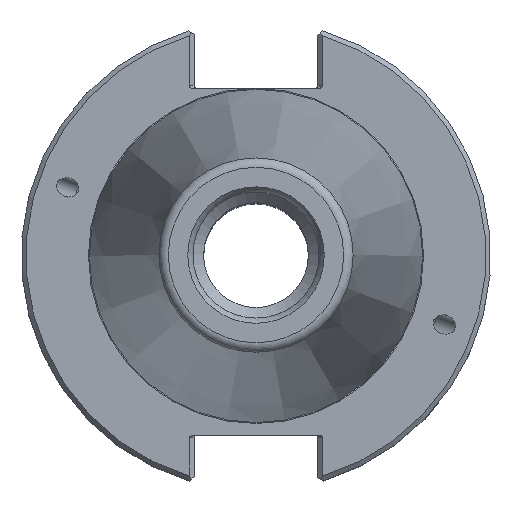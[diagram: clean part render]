
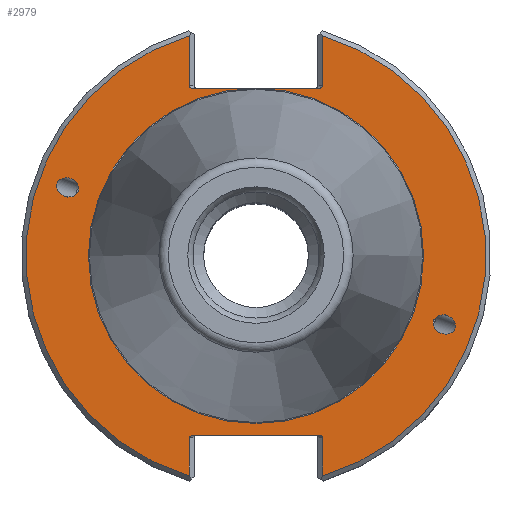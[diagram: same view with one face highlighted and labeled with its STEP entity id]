
A CAD part, top view. The second image highlights one B-rep face of the part: STEP entity #2979.
In plain terms, the highlighted planar face has unit normal (0, 0, 1).
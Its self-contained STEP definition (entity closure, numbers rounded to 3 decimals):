
#24=ELLIPSE('',#3187,2.381,1.95);
#25=ELLIPSE('',#3193,0.707,0.5);
#26=ELLIPSE('',#3195,0.707,0.5);
#27=ELLIPSE('',#3200,2.381,1.95);
#35=ELLIPSE('',#3225,0.707,0.5);
#36=ELLIPSE('',#3227,0.707,0.5);
#86=LINE('',#4563,#167);
#87=LINE('',#4572,#168);
#92=LINE('',#4591,#173);
#93=LINE('',#4603,#174);
#103=LINE('',#4637,#184);
#114=LINE('',#4684,#195);
#167=VECTOR('',#3681,1000.);
#168=VECTOR('',#3688,1000.);
#173=VECTOR('',#3703,1000.);
#174=VECTOR('',#3714,1000.);
#184=VECTOR('',#3740,1000.);
#195=VECTOR('',#3785,1000.);
#289=PLANE('',#3226);
#379=CIRCLE('',#3185,35.118);
#380=CIRCLE('',#3190,48.21);
#381=CIRCLE('',#3198,48.21);
#851=ORIENTED_EDGE('',*,*,#1129,.F.);
#852=ORIENTED_EDGE('',*,*,#1128,.T.);
#853=ORIENTED_EDGE('',*,*,#1126,.T.);
#854=ORIENTED_EDGE('',*,*,#1122,.T.);
#855=ORIENTED_EDGE('',*,*,#1144,.F.);
#856=ORIENTED_EDGE('',*,*,#1120,.T.);
#857=ORIENTED_EDGE('',*,*,#1118,.T.);
#858=ORIENTED_EDGE('',*,*,#1116,.T.);
#859=ORIENTED_EDGE('',*,*,#1115,.T.);
#860=ORIENTED_EDGE('',*,*,#1163,.T.);
#861=ORIENTED_EDGE('',*,*,#1165,.F.);
#862=ORIENTED_EDGE('',*,*,#1166,.T.);
#863=ORIENTED_EDGE('',*,*,#1130,.T.);
#864=ORIENTED_EDGE('',*,*,#1112,.F.);
#865=ORIENTED_EDGE('',*,*,#1111,.F.);
#1111=EDGE_CURVE('',#1340,#1340,#379,.T.);
#1112=EDGE_CURVE('',#1341,#1341,#24,.T.);
#1115=EDGE_CURVE('',#1342,#1343,#86,.T.);
#1116=EDGE_CURVE('',#1344,#1342,#380,.T.);
#1118=EDGE_CURVE('',#1345,#1344,#87,.T.);
#1120=EDGE_CURVE('',#1346,#1345,#25,.F.);
#1122=EDGE_CURVE('',#1347,#1348,#26,.F.);
#1126=EDGE_CURVE('',#1349,#1347,#92,.T.);
#1128=EDGE_CURVE('',#1350,#1349,#381,.T.);
#1129=EDGE_CURVE('',#1351,#1351,#27,.T.);
#1130=EDGE_CURVE('',#1352,#1350,#93,.T.);
#1144=EDGE_CURVE('',#1346,#1348,#103,.T.);
#1163=EDGE_CURVE('',#1343,#1370,#35,.F.);
#1165=EDGE_CURVE('',#1371,#1370,#114,.T.);
#1166=EDGE_CURVE('',#1371,#1352,#36,.F.);
#1340=VERTEX_POINT('',#4551);
#1341=VERTEX_POINT('',#4554);
#1342=VERTEX_POINT('',#4560);
#1343=VERTEX_POINT('',#4562);
#1344=VERTEX_POINT('',#4566);
#1345=VERTEX_POINT('',#4573);
#1346=VERTEX_POINT('',#4577);
#1347=VERTEX_POINT('',#4581);
#1348=VERTEX_POINT('',#4582);
#1349=VERTEX_POINT('',#4590);
#1350=VERTEX_POINT('',#4597);
#1351=VERTEX_POINT('',#4601);
#1352=VERTEX_POINT('',#4604);
#1370=VERTEX_POINT('',#4681);
#1371=VERTEX_POINT('',#4685);
#1633=EDGE_LOOP('',(#851));
#1634=EDGE_LOOP('',(#852,#853,#854,#855,#856,#857,#858,#859,#860,#861,#862,
#863));
#1635=EDGE_LOOP('',(#864));
#1636=EDGE_LOOP('',(#865));
#1847=FACE_BOUND('',#1633,.T.);
#1848=FACE_BOUND('',#1634,.T.);
#1849=FACE_BOUND('',#1635,.T.);
#1850=FACE_BOUND('',#1636,.T.);
#2979=ADVANCED_FACE('',(#1847,#1848,#1849,#1850),#289,.T.);
#3185=AXIS2_PLACEMENT_3D('',#4550,#3672,#3673);
#3187=AXIS2_PLACEMENT_3D('',#4553,#3676,#3677);
#3190=AXIS2_PLACEMENT_3D('',#4565,#3684,#3685);
#3193=AXIS2_PLACEMENT_3D('',#4576,#3692,#3693);
#3195=AXIS2_PLACEMENT_3D('',#4580,#3697,#3698);
#3198=AXIS2_PLACEMENT_3D('',#4598,#3706,#3707);
#3200=AXIS2_PLACEMENT_3D('',#4600,#3710,#3711);
#3225=AXIS2_PLACEMENT_3D('',#4680,#3780,#3781);
#3226=AXIS2_PLACEMENT_3D('',#4683,#3783,#3784);
#3227=AXIS2_PLACEMENT_3D('',#4686,#3786,#3787);
#3672=DIRECTION('',(0.,0.,1.));
#3673=DIRECTION('',(1.,0.,0.));
#3676=DIRECTION('',(0.,0.,1.));
#3677=DIRECTION('',(-0.94,0.342,0.));
#3681=DIRECTION('',(0.,-1.,0.));
#3684=DIRECTION('',(0.,0.,1.));
#3685=DIRECTION('',(1.,0.,0.));
#3688=DIRECTION('',(0.,-1.,0.));
#3692=DIRECTION('',(0.,0.,1.));
#3693=DIRECTION('',(1.,0.,0.));
#3697=DIRECTION('',(0.,0.,1.));
#3698=DIRECTION('',(1.,0.,0.));
#3703=DIRECTION('',(0.,1.,0.));
#3706=DIRECTION('',(0.,0.,1.));
#3707=DIRECTION('',(1.,0.,0.));
#3710=DIRECTION('',(0.,0.,1.));
#3711=DIRECTION('',(0.94,-0.342,0.));
#3714=DIRECTION('',(0.,1.,0.));
#3740=DIRECTION('',(-1.,0.,0.));
#3780=DIRECTION('',(0.,0.,1.));
#3781=DIRECTION('',(-1.,0.,0.));
#3783=DIRECTION('',(0.,0.,1.));
#3784=DIRECTION('',(1.,0.,0.));
#3785=DIRECTION('',(1.,0.,0.));
#3786=DIRECTION('',(0.,0.,1.));
#3787=DIRECTION('',(-1.,0.,0.));
#4550=CARTESIAN_POINT('',(0.,0.,-3.17));
#4551=CARTESIAN_POINT('',(35.118,0.,-3.17));
#4553=CARTESIAN_POINT('',(39.467,-14.365,-3.17));
#4554=CARTESIAN_POINT('',(37.23,-13.551,-3.17));
#4560=CARTESIAN_POINT('',(13.955,46.146,-3.17));
#4562=CARTESIAN_POINT('',(13.955,35.66,-3.17));
#4563=CARTESIAN_POINT('',(13.955,35.16,-3.17));
#4565=CARTESIAN_POINT('',(0.,0.,-3.17));
#4566=CARTESIAN_POINT('',(13.955,-46.146,-3.17));
#4572=CARTESIAN_POINT('',(13.955,-47.619,-3.17));
#4573=CARTESIAN_POINT('',(13.955,-38.07,-3.17));
#4576=CARTESIAN_POINT('',(13.248,-38.07,-3.17));
#4577=CARTESIAN_POINT('',(13.248,-37.57,-3.17));
#4580=CARTESIAN_POINT('',(-13.248,-38.07,-3.17));
#4581=CARTESIAN_POINT('',(-13.955,-38.07,-3.17));
#4582=CARTESIAN_POINT('',(-13.248,-37.57,-3.17));
#4590=CARTESIAN_POINT('',(-13.955,-46.146,-3.17));
#4591=CARTESIAN_POINT('',(-13.955,-37.57,-3.17));
#4597=CARTESIAN_POINT('',(-13.955,46.146,-3.17));
#4598=CARTESIAN_POINT('',(0.,0.,-3.17));
#4600=CARTESIAN_POINT('',(-39.467,14.365,-3.17));
#4601=CARTESIAN_POINT('',(-37.23,13.551,-3.17));
#4603=CARTESIAN_POINT('',(-13.955,47.619,-3.17));
#4604=CARTESIAN_POINT('',(-13.955,35.66,-3.17));
#4637=CARTESIAN_POINT('',(12.955,-37.57,-3.17));
#4680=CARTESIAN_POINT('',(13.248,35.66,-3.17));
#4681=CARTESIAN_POINT('',(13.248,35.16,-3.17));
#4683=CARTESIAN_POINT('',(35.118,0.,-3.17));
#4684=CARTESIAN_POINT('',(-12.955,35.16,-3.17));
#4685=CARTESIAN_POINT('',(-13.248,35.16,-3.17));
#4686=CARTESIAN_POINT('',(-13.248,35.66,-3.17));
